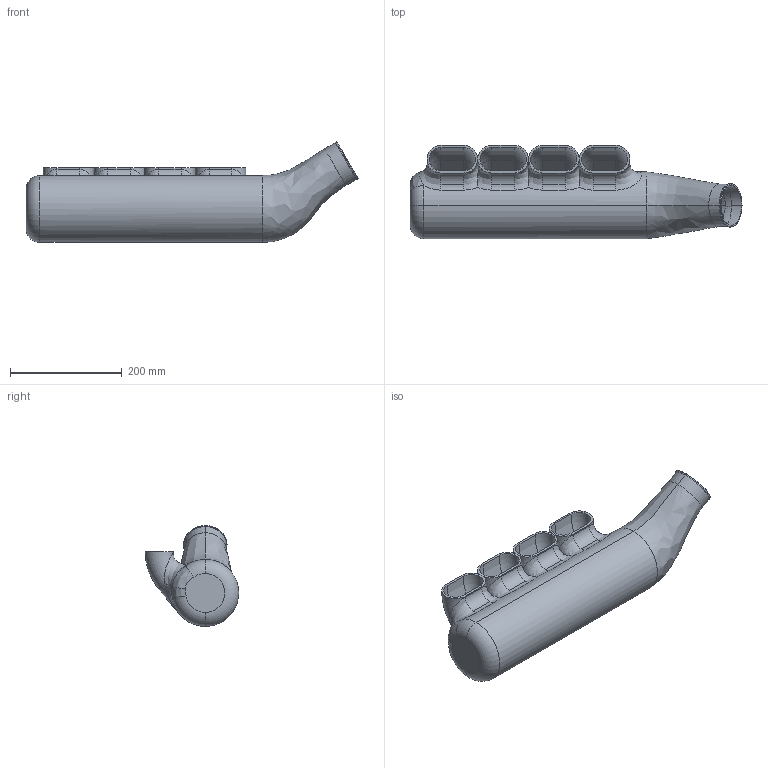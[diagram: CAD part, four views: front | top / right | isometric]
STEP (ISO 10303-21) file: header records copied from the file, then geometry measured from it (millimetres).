
FILE_DESCRIPTION (( 'STEP AP214' ), '1' );
FILE_NAME ('plenum.STEP', '2023-12-28T00:07:24', ( '' ), ( '' ), 'SwSTEP 2.0', 'SolidWorks 2024', '' );
FILE_SCHEMA (( 'AUTOMOTIVE_DESIGN' ));
Length unit declared in the file: millimetre
Products named in the file (1): plenum
Bounding box: 595.55 x 167.81 x 180.78 mm (x, y, z)
Volume: 1000158.2 mm3; surface area: 506528.6 mm2
Topology: 1 solids, 1 shells, 146 faces, 363 edges, 195 vertices
Faces by surface type: cylinder 56, bspline 50, torus 22, plane 16, cone 2
Entity records: 20973 total; most frequent: CARTESIAN_POINT 17933, ORIENTED_EDGE 682, DIRECTION 574, EDGE_CURVE 341, AXIS2_PLACEMENT_3D 246, VERTEX_POINT 195, EDGE_LOOP 152, CIRCLE 149
